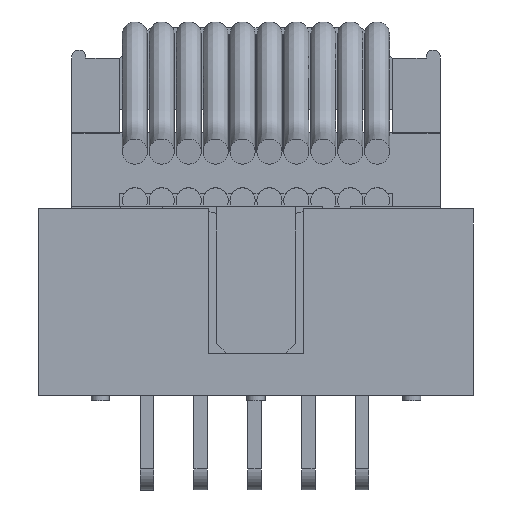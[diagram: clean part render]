
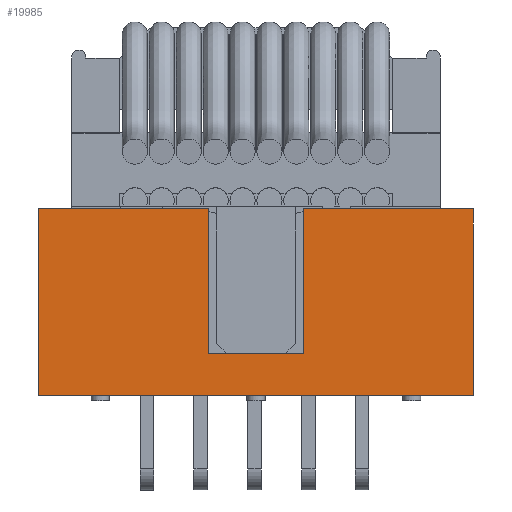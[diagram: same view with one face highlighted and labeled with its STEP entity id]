
A CAD part, front view. The second image highlights one B-rep face of the part: STEP entity #19985.
In plain terms, the highlighted planar face has unit normal (0, -1, 0).
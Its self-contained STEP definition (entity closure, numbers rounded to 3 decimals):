
#1390=FACE_OUTER_BOUND('',#2427,.T.);
#2427=EDGE_LOOP('',(#16616,#16617,#16618,#16619,#16620,#16621,#16622,#16623));
#4585=LINE('',#32407,#6866);
#4586=LINE('',#32409,#6867);
#4587=LINE('',#32411,#6868);
#4588=LINE('',#32413,#6869);
#4589=LINE('',#32415,#6870);
#4590=LINE('',#32417,#6871);
#4591=LINE('',#32419,#6872);
#4592=LINE('',#32420,#6873);
#6866=VECTOR('',#26637,1000.);
#6867=VECTOR('',#26638,1000.);
#6868=VECTOR('',#26639,1000.);
#6869=VECTOR('',#26640,1000.);
#6870=VECTOR('',#26641,1000.);
#6871=VECTOR('',#26642,1000.);
#6872=VECTOR('',#26643,1000.);
#6873=VECTOR('',#26644,1000.);
#9049=VERTEX_POINT('',#32405);
#9050=VERTEX_POINT('',#32406);
#9051=VERTEX_POINT('',#32408);
#9052=VERTEX_POINT('',#32410);
#9053=VERTEX_POINT('',#32412);
#9054=VERTEX_POINT('',#32414);
#9055=VERTEX_POINT('',#32416);
#9056=VERTEX_POINT('',#32418);
#11598=EDGE_CURVE('',#9049,#9050,#4585,.T.);
#11599=EDGE_CURVE('',#9049,#9051,#4586,.T.);
#11600=EDGE_CURVE('',#9051,#9052,#4587,.T.);
#11601=EDGE_CURVE('',#9053,#9052,#4588,.T.);
#11602=EDGE_CURVE('',#9054,#9053,#4589,.T.);
#11603=EDGE_CURVE('',#9055,#9054,#4590,.T.);
#11604=EDGE_CURVE('',#9056,#9055,#4591,.T.);
#11605=EDGE_CURVE('',#9050,#9056,#4592,.T.);
#16616=ORIENTED_EDGE('',*,*,#11598,.F.);
#16617=ORIENTED_EDGE('',*,*,#11599,.T.);
#16618=ORIENTED_EDGE('',*,*,#11600,.T.);
#16619=ORIENTED_EDGE('',*,*,#11601,.F.);
#16620=ORIENTED_EDGE('',*,*,#11602,.F.);
#16621=ORIENTED_EDGE('',*,*,#11603,.F.);
#16622=ORIENTED_EDGE('',*,*,#11604,.F.);
#16623=ORIENTED_EDGE('',*,*,#11605,.F.);
#17953=PLANE('',#21875);
#19985=ADVANCED_FACE('',(#1390),#17953,.F.);
#21875=AXIS2_PLACEMENT_3D('',#32404,#26635,#26636);
#26635=DIRECTION('center_axis',(0.,1.,0.));
#26636=DIRECTION('ref_axis',(1.,0.,0.));
#26637=DIRECTION('',(0.,0.,1.));
#26638=DIRECTION('',(-1.,0.,0.));
#26639=DIRECTION('',(0.,0.,1.));
#26640=DIRECTION('',(1.,0.,0.));
#26641=DIRECTION('',(0.,0.,1.));
#26642=DIRECTION('',(-1.,0.,0.));
#26643=DIRECTION('',(0.,0.,-1.));
#26644=DIRECTION('',(1.,0.,0.));
#32404=CARTESIAN_POINT('Origin',(0.,-4.4,0.));
#32405=CARTESIAN_POINT('',(2.25,-4.4,-2.4));
#32406=CARTESIAN_POINT('',(2.25,-4.4,4.4));
#32407=CARTESIAN_POINT('',(2.25,-4.4,-2.4));
#32408=CARTESIAN_POINT('',(-2.25,-4.4,-2.4));
#32409=CARTESIAN_POINT('',(2.25,-4.4,-2.4));
#32410=CARTESIAN_POINT('',(-2.25,-4.4,4.4));
#32411=CARTESIAN_POINT('',(-2.25,-4.4,-2.4));
#32412=CARTESIAN_POINT('',(-10.25,-4.4,4.4));
#32413=CARTESIAN_POINT('',(-10.25,-4.4,4.4));
#32414=CARTESIAN_POINT('',(-10.25,-4.4,-4.4));
#32415=CARTESIAN_POINT('',(-10.25,-4.4,-4.4));
#32416=CARTESIAN_POINT('',(10.25,-4.4,-4.4));
#32417=CARTESIAN_POINT('',(10.25,-4.4,-4.4));
#32418=CARTESIAN_POINT('',(10.25,-4.4,4.4));
#32419=CARTESIAN_POINT('',(10.25,-4.4,4.4));
#32420=CARTESIAN_POINT('',(-10.25,-4.4,4.4));
